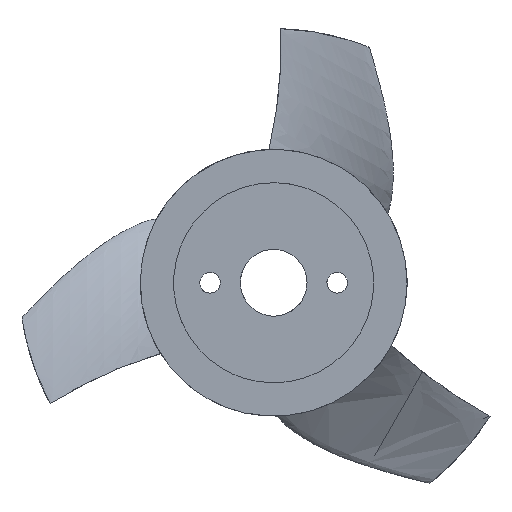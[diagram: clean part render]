
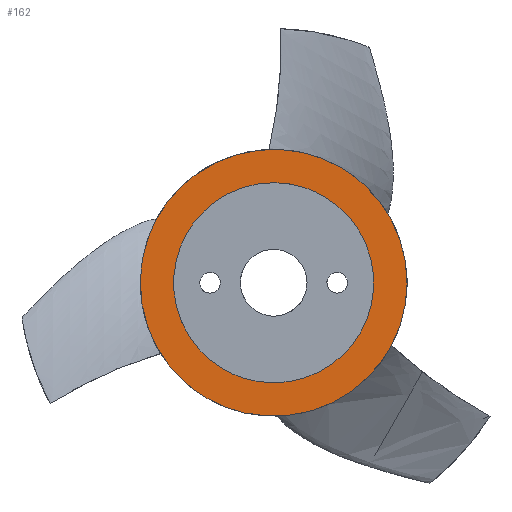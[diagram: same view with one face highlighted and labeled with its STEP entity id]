
A CAD part, left-side view. The second image highlights one B-rep face of the part: STEP entity #162.
In plain terms, the highlighted planar face has unit normal (-1, 0, 0).
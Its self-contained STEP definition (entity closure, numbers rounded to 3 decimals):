
#128=FACE_BOUND('',#303,.T.);
#162=ADVANCED_FACE('',(#224,#128),#926,.T.);
#224=FACE_OUTER_BOUND('',#302,.T.);
#302=EDGE_LOOP('',(#487,#488));
#303=EDGE_LOOP('',(#489,#490));
#487=ORIENTED_EDGE('',*,*,#652,.T.);
#488=ORIENTED_EDGE('',*,*,#630,.T.);
#489=ORIENTED_EDGE('',*,*,#659,.T.);
#490=ORIENTED_EDGE('',*,*,#663,.T.);
#630=EDGE_CURVE('',#863,#864,#776,.T.);
#652=EDGE_CURVE('',#864,#863,#782,.T.);
#659=EDGE_CURVE('',#879,#881,#784,.T.);
#663=EDGE_CURVE('',#881,#879,#786,.T.);
#776=(
BOUNDED_CURVE()
B_SPLINE_CURVE(2,(#9784,#9785,#9786,#9787,#9788),.UNSPECIFIED.,.F.,.F.)
B_SPLINE_CURVE_WITH_KNOTS((3,2,3),(0.,1.237,2.474),
 .UNSPECIFIED.)
CURVE()
GEOMETRIC_REPRESENTATION_ITEM()
RATIONAL_B_SPLINE_CURVE((1.,0.707,1.,0.707,1.))
REPRESENTATION_ITEM('')
);
#782=(
BOUNDED_CURVE()
B_SPLINE_CURVE(2,(#10136,#10137,#10138,#10139,#10140),.UNSPECIFIED.,.F.,
 .F.)
B_SPLINE_CURVE_WITH_KNOTS((3,2,3),(0.,1.237,2.474),
 .UNSPECIFIED.)
CURVE()
GEOMETRIC_REPRESENTATION_ITEM()
RATIONAL_B_SPLINE_CURVE((1.,0.707,1.,0.707,1.))
REPRESENTATION_ITEM('')
);
#784=(
BOUNDED_CURVE()
B_SPLINE_CURVE(2,(#10290,#10291,#10292,#10293,#10294),.UNSPECIFIED.,.F.,
 .F.)
B_SPLINE_CURVE_WITH_KNOTS((3,2,3),(-116.239,-87.179,
-58.119),.UNSPECIFIED.)
CURVE()
GEOMETRIC_REPRESENTATION_ITEM()
RATIONAL_B_SPLINE_CURVE((1.,0.707,1.,0.707,1.))
REPRESENTATION_ITEM('')
);
#786=(
BOUNDED_CURVE()
B_SPLINE_CURVE(2,(#10304,#10305,#10306,#10307,#10308),.UNSPECIFIED.,.F.,
 .F.)
B_SPLINE_CURVE_WITH_KNOTS((3,2,3),(-58.119,-29.06,0.),
 .UNSPECIFIED.)
CURVE()
GEOMETRIC_REPRESENTATION_ITEM()
RATIONAL_B_SPLINE_CURVE((1.,0.707,1.,0.707,1.))
REPRESENTATION_ITEM('')
);
#863=VERTEX_POINT('',#9680);
#864=VERTEX_POINT('',#9681);
#879=VERTEX_POINT('',#9696);
#881=VERTEX_POINT('',#9698);
#926=PLANE('',#994);
#994=AXIS2_PLACEMENT_3D('',#8374,#1016,$);
#1016=DIRECTION('',(-1.,0.,0.));
#8374=CARTESIAN_POINT('',(214.956,230.947,21.815));
#9680=CARTESIAN_POINT('',(214.956,234.685,90.413));
#9681=CARTESIAN_POINT('',(214.956,254.688,55.767));
#9696=CARTESIAN_POINT('',(214.956,252.186,60.1));
#9698=CARTESIAN_POINT('',(214.956,237.186,86.08));
#9784=CARTESIAN_POINT('',(214.956,234.685,90.413));
#9785=CARTESIAN_POINT('',(214.956,252.008,100.414));
#9786=CARTESIAN_POINT('',(214.956,262.009,83.091));
#9787=CARTESIAN_POINT('',(214.956,272.01,65.769));
#9788=CARTESIAN_POINT('',(214.956,254.688,55.767));
#10136=CARTESIAN_POINT('',(214.956,254.688,55.767));
#10137=CARTESIAN_POINT('',(214.956,237.365,45.766));
#10138=CARTESIAN_POINT('',(214.956,227.364,63.089));
#10139=CARTESIAN_POINT('',(214.956,217.362,80.411));
#10140=CARTESIAN_POINT('',(214.956,234.685,90.413));
#10290=CARTESIAN_POINT('',(214.956,252.186,60.1));
#10291=CARTESIAN_POINT('',(214.956,265.177,67.6));
#10292=CARTESIAN_POINT('',(214.956,257.677,80.59));
#10293=CARTESIAN_POINT('',(214.956,250.177,93.58));
#10294=CARTESIAN_POINT('',(214.956,237.186,86.08));
#10304=CARTESIAN_POINT('',(214.956,237.186,86.08));
#10305=CARTESIAN_POINT('',(214.956,224.196,78.58));
#10306=CARTESIAN_POINT('',(214.956,231.696,65.59));
#10307=CARTESIAN_POINT('',(214.956,239.196,52.6));
#10308=CARTESIAN_POINT('',(214.956,252.186,60.1));
